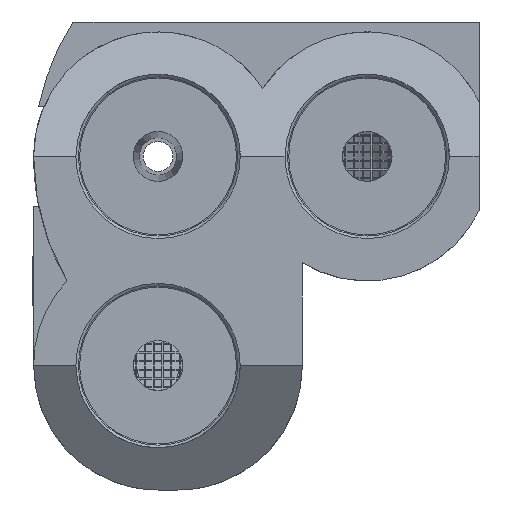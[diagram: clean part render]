
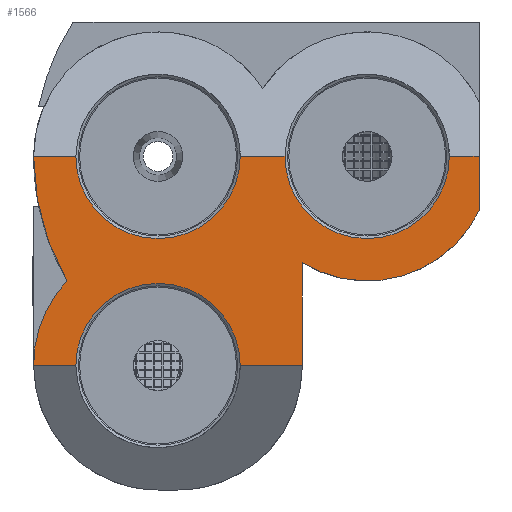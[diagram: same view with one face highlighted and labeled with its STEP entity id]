
A CAD part, front view. The second image highlights one B-rep face of the part: STEP entity #1566.
In plain terms, the highlighted planar face has unit normal (0, -1, 0).
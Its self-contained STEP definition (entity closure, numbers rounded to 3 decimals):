
#67=FACE_OUTER_BOUND('',#4204,.T.);
#1196=CIRCLE('',#20893,0.165);
#1209=CIRCLE('',#20913,0.165);
#1215=CIRCLE('',#20923,0.165);
#1338=CIRCLE('',#21073,0.25);
#1339=CIRCLE('',#21074,0.5);
#1340=CIRCLE('',#21075,0.25);
#1566=ADVANCED_FACE('',(#67),#2539,.T.);
#2539=PLANE('',#21076);
#4204=EDGE_LOOP('',(#5971,#5972,#5973,#5974,#5975,#5976,#5977,#5978,#5979,
#5980,#5981,#5982,#5983));
#5971=ORIENTED_EDGE('',*,*,#13800,.F.);
#5972=ORIENTED_EDGE('',*,*,#13801,.F.);
#5973=ORIENTED_EDGE('',*,*,#13802,.T.);
#5974=ORIENTED_EDGE('',*,*,#13803,.F.);
#5975=ORIENTED_EDGE('',*,*,#13804,.T.);
#5976=ORIENTED_EDGE('',*,*,#13500,.F.);
#5977=ORIENTED_EDGE('',*,*,#13805,.T.);
#5978=ORIENTED_EDGE('',*,*,#13514,.F.);
#5979=ORIENTED_EDGE('',*,*,#13806,.T.);
#5980=ORIENTED_EDGE('',*,*,#13807,.T.);
#5981=ORIENTED_EDGE('',*,*,#13808,.T.);
#5982=ORIENTED_EDGE('',*,*,#13809,.F.);
#5983=ORIENTED_EDGE('',*,*,#13521,.F.);
#11546=VERTEX_POINT('',#27572);
#11547=VERTEX_POINT('',#27573);
#11560=VERTEX_POINT('',#27606);
#11561=VERTEX_POINT('',#27607);
#11567=VERTEX_POINT('',#27623);
#11568=VERTEX_POINT('',#27624);
#11812=VERTEX_POINT('',#28751);
#11813=VERTEX_POINT('',#28753);
#11814=VERTEX_POINT('',#28755);
#11815=VERTEX_POINT('',#28757);
#11816=VERTEX_POINT('',#28761);
#11817=VERTEX_POINT('',#28763);
#11818=VERTEX_POINT('',#28765);
#13500=EDGE_CURVE('',#11546,#11547,#1196,.T.);
#13514=EDGE_CURVE('',#11560,#11561,#1209,.T.);
#13521=EDGE_CURVE('',#11567,#11568,#1215,.T.);
#13800=EDGE_CURVE('',#11812,#11567,#16393,.T.);
#13801=EDGE_CURVE('',#11813,#11812,#16394,.T.);
#13802=EDGE_CURVE('',#11813,#11814,#1338,.T.);
#13803=EDGE_CURVE('',#11815,#11814,#16395,.T.);
#13804=EDGE_CURVE('',#11815,#11547,#16396,.T.);
#13805=EDGE_CURVE('',#11546,#11561,#16397,.T.);
#13806=EDGE_CURVE('',#11560,#11816,#16398,.T.);
#13807=EDGE_CURVE('',#11816,#11817,#1339,.T.);
#13808=EDGE_CURVE('',#11817,#11818,#1340,.T.);
#13809=EDGE_CURVE('',#11568,#11818,#16399,.T.);
#16393=LINE('',#28750,#18642);
#16394=LINE('',#28752,#18643);
#16395=LINE('',#28756,#18644);
#16396=LINE('',#28758,#18645);
#16397=LINE('',#28759,#18646);
#16398=LINE('',#28760,#18647);
#16399=LINE('',#28766,#18648);
#18642=VECTOR('',#22649,1.);
#18643=VECTOR('',#22650,1.);
#18644=VECTOR('',#22653,1.);
#18645=VECTOR('',#22654,1.);
#18646=VECTOR('',#22655,1.);
#18647=VECTOR('',#22656,1.);
#18648=VECTOR('',#22661,1.);
#20893=AXIS2_PLACEMENT_3D('',#27571,#22255,#22256);
#20913=AXIS2_PLACEMENT_3D('',#27605,#22295,#22296);
#20923=AXIS2_PLACEMENT_3D('',#27622,#22315,#22316);
#21073=AXIS2_PLACEMENT_3D('',#28754,#22651,#22652);
#21074=AXIS2_PLACEMENT_3D('',#28762,#22657,#22658);
#21075=AXIS2_PLACEMENT_3D('',#28764,#22659,#22660);
#21076=AXIS2_PLACEMENT_3D('',#28767,#22662,#22663);
#22255=DIRECTION('',(0.,-1.,0.));
#22256=DIRECTION('',(1.,0.,0.));
#22295=DIRECTION('',(0.,-1.,0.));
#22296=DIRECTION('',(1.,0.,0.));
#22315=DIRECTION('',(0.,-1.,0.));
#22316=DIRECTION('',(1.,0.,0.));
#22649=DIRECTION('',(-1.,0.,0.));
#22650=DIRECTION('',(0.,0.,-1.));
#22651=DIRECTION('',(0.,-1.,0.));
#22652=DIRECTION('',(1.,0.,0.));
#22653=DIRECTION('',(0.,0.,-1.));
#22654=DIRECTION('',(-1.,0.,0.));
#22655=DIRECTION('',(-1.,0.,0.));
#22656=DIRECTION('',(-1.,0.,0.));
#22657=DIRECTION('',(0.,-1.,0.));
#22658=DIRECTION('',(1.,0.,0.));
#22659=DIRECTION('',(0.,-1.,0.));
#22660=DIRECTION('',(1.,0.,0.));
#22661=DIRECTION('',(-1.,0.,0.));
#22662=DIRECTION('',(0.,-1.,0.));
#22663=DIRECTION('',(0.,0.,-1.));
#27571=CARTESIAN_POINT('',(0.17,-1.101,0.));
#27572=CARTESIAN_POINT('',(0.005,-1.101,0.));
#27573=CARTESIAN_POINT('',(0.335,-1.101,0.));
#27605=CARTESIAN_POINT('',(-0.25,-1.101,0.));
#27606=CARTESIAN_POINT('',(-0.415,-1.101,0.));
#27607=CARTESIAN_POINT('',(-0.085,-1.101,0.));
#27622=CARTESIAN_POINT('',(-0.25,-1.101,-0.42));
#27623=CARTESIAN_POINT('',(-0.085,-1.101,-0.42));
#27624=CARTESIAN_POINT('',(-0.415,-1.101,-0.42));
#28750=CARTESIAN_POINT('',(0.485,-1.101,-0.42));
#28751=CARTESIAN_POINT('',(0.04,-1.101,-0.42));
#28752=CARTESIAN_POINT('',(0.04,-1.101,-0.214));
#28753=CARTESIAN_POINT('',(0.04,-1.101,-0.214));
#28754=CARTESIAN_POINT('',(0.17,-1.101,0.));
#28755=CARTESIAN_POINT('',(0.395,-1.101,-0.109));
#28756=CARTESIAN_POINT('',(0.395,-1.101,0.818));
#28757=CARTESIAN_POINT('',(0.395,-1.101,0.));
#28758=CARTESIAN_POINT('',(0.485,-1.101,0.));
#28759=CARTESIAN_POINT('',(0.485,-1.101,0.));
#28760=CARTESIAN_POINT('',(0.485,-1.101,0.));
#28761=CARTESIAN_POINT('',(-0.5,-1.101,0.));
#28762=CARTESIAN_POINT('',(0.,-1.101,0.));
#28763=CARTESIAN_POINT('',(-0.433,-1.101,-0.25));
#28764=CARTESIAN_POINT('',(-0.25,-1.101,-0.42));
#28765=CARTESIAN_POINT('',(-0.5,-1.101,-0.42));
#28766=CARTESIAN_POINT('',(0.485,-1.101,-0.42));
#28767=CARTESIAN_POINT('',(0.,-1.101,0.));
